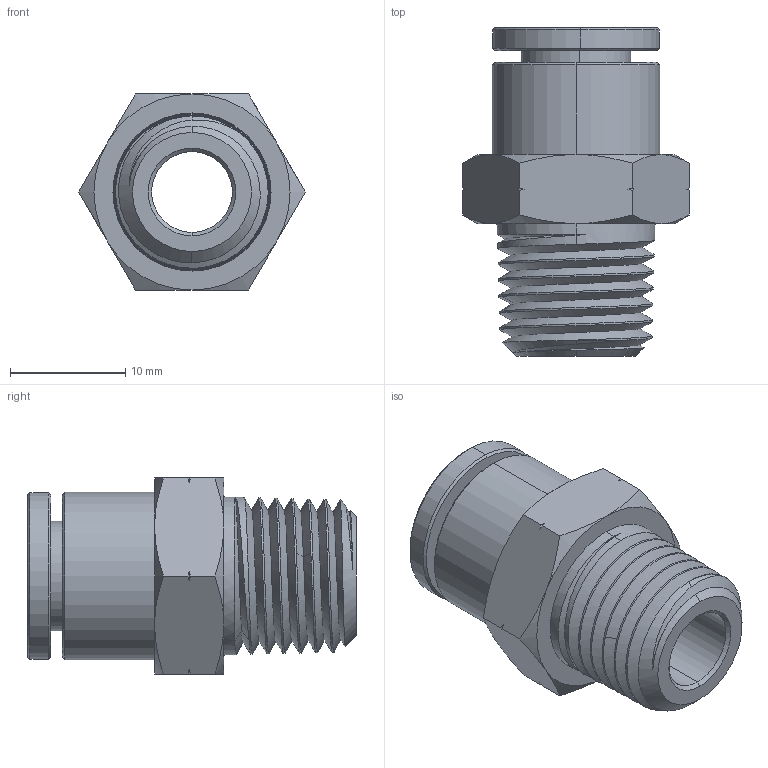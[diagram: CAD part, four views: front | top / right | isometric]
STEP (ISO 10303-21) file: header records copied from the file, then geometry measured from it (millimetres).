
FILE_DESCRIPTION (( 'STEP AP203' ), '1' );
FILE_NAME ('MCS5-16N1-4W.STEP', '2016-10-20T21:16:57', ( '' ), ( '' ), 'SwSTEP 2.0', 'SolidWorks 2016', '' );
FILE_SCHEMA (( 'CONFIG_CONTROL_DESIGN' ));
Length unit declared in the file: millimetre
Products named in the file (1): MCS5-16N1-4W
Bounding box: 19.63 x 28.51 x 17 mm (x, y, z)
Volume: 3032.7 mm3; surface area: 4706.7 mm2
Topology: 6 solids, 6 shells, 423 faces, 1162 edges, 756 vertices
Faces by surface type: cone 167, plane 155, cylinder 62, bspline 39
Entity records: 44651 total; most frequent: CARTESIAN_POINT 34603, ORIENTED_EDGE 2324, DIRECTION 1804, EDGE_CURVE 1162, VERTEX_POINT 756, AXIS2_PLACEMENT_3D 747, B_SPLINE_CURVE_WITH_KNOTS 490, EDGE_LOOP 440
